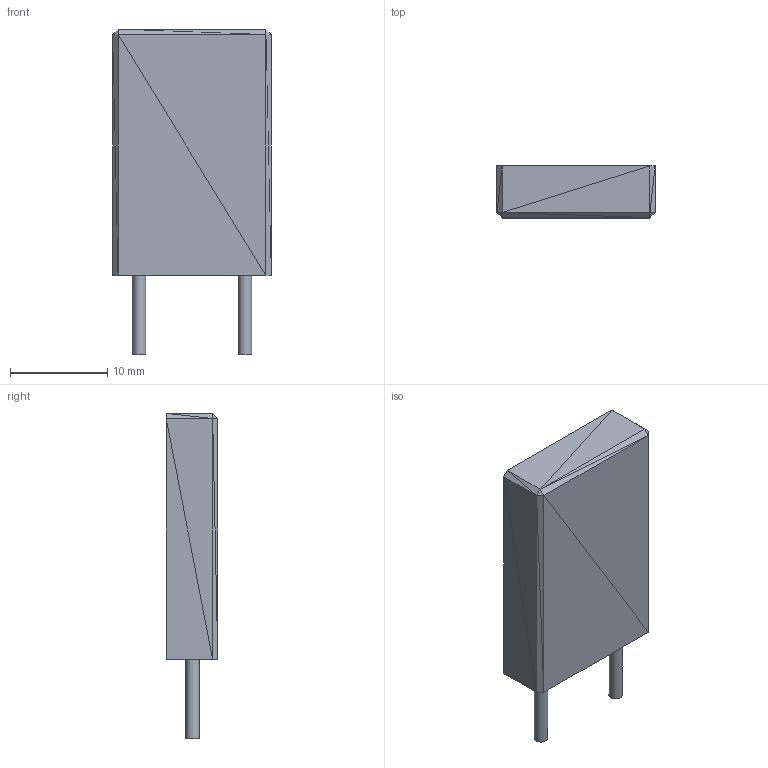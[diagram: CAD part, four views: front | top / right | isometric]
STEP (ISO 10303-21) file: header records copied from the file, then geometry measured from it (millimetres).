
FILE_DESCRIPTION(('STEP AP214'),'1');
FILE_NAME('TO-247-2_MCH','2024-08-29T10:07:14',(''),(''),'','','');
FILE_SCHEMA(('AUTOMOTIVE_DESIGN'));
Length unit declared in the file: millimetre
Products named in the file (1): product
Bounding box: 16.26 x 5.31 x 33.43 mm (x, y, z)
Volume: 2197.4 mm3; surface area: 1316.3 mm2
Topology: 3 solids, 3 shells, 34 faces, 48 edges, 20 vertices
Faces by surface type: plane 32, cylinder 2
Full cylindrical faces by diameter (mm): 1.397 x2
Entity records: 831 total; most frequent: DIRECTION 124, ORIENTED_EDGE 92, CARTESIAN_POINT 61, EDGE_CURVE 46, LINE 42, VECTOR 42, AXIS2_PLACEMENT_3D 41, EDGE_LOOP 36
